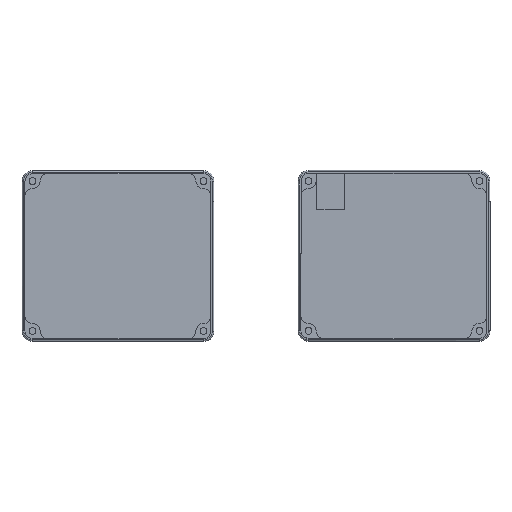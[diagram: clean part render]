
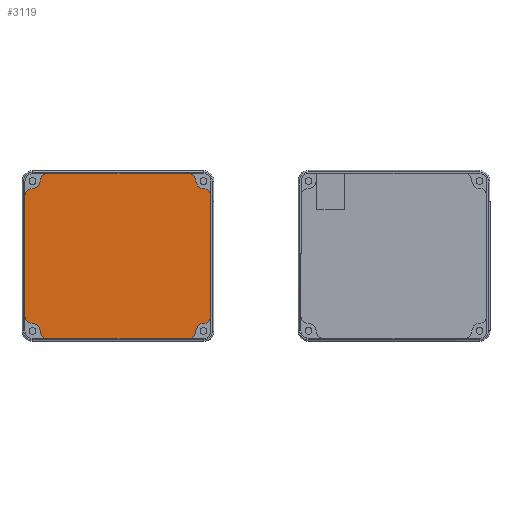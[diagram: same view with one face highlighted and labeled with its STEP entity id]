
A CAD part, top view. The second image highlights one B-rep face of the part: STEP entity #3119.
In plain terms, the highlighted planar face has unit normal (0, 0, 1).
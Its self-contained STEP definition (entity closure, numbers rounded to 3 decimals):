
#50=PLANE('',#3335);
#156=CIRCLE('',#3336,5.);
#157=CIRCLE('',#3337,5.);
#158=CIRCLE('',#3338,5.003);
#159=CIRCLE('',#3339,5.);
#160=CIRCLE('',#3340,5.);
#161=CIRCLE('',#3341,5.003);
#162=CIRCLE('',#3342,5.);
#163=CIRCLE('',#3343,5.);
#164=CIRCLE('',#3344,5.002);
#165=CIRCLE('',#3345,5.);
#166=CIRCLE('',#3346,5.);
#167=CIRCLE('',#3347,5.002);
#322=FACE_OUTER_BOUND('',#505,.T.);
#505=EDGE_LOOP('',(#2218,#2219,#2220,#2221,#2222,#2223,#2224,#2225,#2226,
#2227,#2228,#2229,#2230,#2231,#2232,#2233));
#738=LINE('',#4984,#1039);
#739=LINE('',#4992,#1040);
#740=LINE('',#5000,#1041);
#741=LINE('',#5008,#1042);
#1039=VECTOR('',#3793,10.);
#1040=VECTOR('',#3800,10.);
#1041=VECTOR('',#3807,10.);
#1042=VECTOR('',#3814,10.);
#1354=VERTEX_POINT('',#4980);
#1355=VERTEX_POINT('',#4981);
#1356=VERTEX_POINT('',#4983);
#1357=VERTEX_POINT('',#4985);
#1358=VERTEX_POINT('',#4987);
#1359=VERTEX_POINT('',#4989);
#1360=VERTEX_POINT('',#4991);
#1361=VERTEX_POINT('',#4993);
#1362=VERTEX_POINT('',#4995);
#1363=VERTEX_POINT('',#4997);
#1364=VERTEX_POINT('',#4999);
#1365=VERTEX_POINT('',#5001);
#1366=VERTEX_POINT('',#5003);
#1367=VERTEX_POINT('',#5005);
#1368=VERTEX_POINT('',#5007);
#1369=VERTEX_POINT('',#5009);
#1687=EDGE_CURVE('',#1354,#1355,#156,.T.);
#1688=EDGE_CURVE('',#1356,#1354,#738,.T.);
#1689=EDGE_CURVE('',#1357,#1356,#157,.T.);
#1690=EDGE_CURVE('',#1358,#1357,#158,.T.);
#1691=EDGE_CURVE('',#1359,#1358,#159,.T.);
#1692=EDGE_CURVE('',#1360,#1359,#739,.T.);
#1693=EDGE_CURVE('',#1361,#1360,#160,.T.);
#1694=EDGE_CURVE('',#1362,#1361,#161,.T.);
#1695=EDGE_CURVE('',#1363,#1362,#162,.T.);
#1696=EDGE_CURVE('',#1364,#1363,#740,.T.);
#1697=EDGE_CURVE('',#1365,#1364,#163,.T.);
#1698=EDGE_CURVE('',#1366,#1365,#164,.T.);
#1699=EDGE_CURVE('',#1367,#1366,#165,.T.);
#1700=EDGE_CURVE('',#1368,#1367,#741,.T.);
#1701=EDGE_CURVE('',#1369,#1368,#166,.T.);
#1702=EDGE_CURVE('',#1355,#1369,#167,.T.);
#2218=ORIENTED_EDGE('',*,*,#1687,.F.);
#2219=ORIENTED_EDGE('',*,*,#1688,.F.);
#2220=ORIENTED_EDGE('',*,*,#1689,.F.);
#2221=ORIENTED_EDGE('',*,*,#1690,.F.);
#2222=ORIENTED_EDGE('',*,*,#1691,.F.);
#2223=ORIENTED_EDGE('',*,*,#1692,.F.);
#2224=ORIENTED_EDGE('',*,*,#1693,.F.);
#2225=ORIENTED_EDGE('',*,*,#1694,.F.);
#2226=ORIENTED_EDGE('',*,*,#1695,.F.);
#2227=ORIENTED_EDGE('',*,*,#1696,.F.);
#2228=ORIENTED_EDGE('',*,*,#1697,.F.);
#2229=ORIENTED_EDGE('',*,*,#1698,.F.);
#2230=ORIENTED_EDGE('',*,*,#1699,.F.);
#2231=ORIENTED_EDGE('',*,*,#1700,.F.);
#2232=ORIENTED_EDGE('',*,*,#1701,.F.);
#2233=ORIENTED_EDGE('',*,*,#1702,.F.);
#3119=ADVANCED_FACE('',(#322),#50,.F.);
#3335=AXIS2_PLACEMENT_3D('',#4979,#3789,#3790);
#3336=AXIS2_PLACEMENT_3D('',#4982,#3791,#3792);
#3337=AXIS2_PLACEMENT_3D('',#4986,#3794,#3795);
#3338=AXIS2_PLACEMENT_3D('',#4988,#3796,#3797);
#3339=AXIS2_PLACEMENT_3D('',#4990,#3798,#3799);
#3340=AXIS2_PLACEMENT_3D('',#4994,#3801,#3802);
#3341=AXIS2_PLACEMENT_3D('',#4996,#3803,#3804);
#3342=AXIS2_PLACEMENT_3D('',#4998,#3805,#3806);
#3343=AXIS2_PLACEMENT_3D('',#5002,#3808,#3809);
#3344=AXIS2_PLACEMENT_3D('',#5004,#3810,#3811);
#3345=AXIS2_PLACEMENT_3D('',#5006,#3812,#3813);
#3346=AXIS2_PLACEMENT_3D('',#5010,#3815,#3816);
#3347=AXIS2_PLACEMENT_3D('',#5011,#3817,#3818);
#3789=DIRECTION('center_axis',(0.,0.,-1.));
#3790=DIRECTION('ref_axis',(1.,0.,0.));
#3791=DIRECTION('center_axis',(0.,0.,-1.));
#3792=DIRECTION('ref_axis',(-0.707,-0.707,0.));
#3793=DIRECTION('',(-1.,0.,0.));
#3794=DIRECTION('center_axis',(0.,0.,-1.));
#3795=DIRECTION('ref_axis',(0.707,-0.707,0.));
#3796=DIRECTION('center_axis',(0.,0.,1.));
#3797=DIRECTION('ref_axis',(1.,0.,0.));
#3798=DIRECTION('center_axis',(0.,0.,-1.));
#3799=DIRECTION('ref_axis',(0.707,-0.707,0.));
#3800=DIRECTION('',(0.,-1.,0.));
#3801=DIRECTION('center_axis',(0.,0.,-1.));
#3802=DIRECTION('ref_axis',(0.707,0.707,0.));
#3803=DIRECTION('center_axis',(0.,0.,1.));
#3804=DIRECTION('ref_axis',(1.,0.,0.));
#3805=DIRECTION('center_axis',(0.,0.,-1.));
#3806=DIRECTION('ref_axis',(0.,-1.,0.));
#3807=DIRECTION('',(1.,0.,0.));
#3808=DIRECTION('center_axis',(0.,0.,-1.));
#3809=DIRECTION('ref_axis',(-0.707,0.707,0.));
#3810=DIRECTION('center_axis',(0.,0.,1.));
#3811=DIRECTION('ref_axis',(1.,0.,0.));
#3812=DIRECTION('center_axis',(0.,0.,-1.));
#3813=DIRECTION('ref_axis',(-0.036,0.999,0.));
#3814=DIRECTION('',(0.,1.,0.));
#3815=DIRECTION('center_axis',(0.,0.,-1.));
#3816=DIRECTION('ref_axis',(-0.032,-0.999,0.));
#3817=DIRECTION('center_axis',(0.,0.,1.));
#3818=DIRECTION('ref_axis',(1.,0.,0.));
#4979=CARTESIAN_POINT('Origin',(-92.323,-26.751,12.448));
#4980=CARTESIAN_POINT('',(-139.32,-81.676,12.448));
#4981=CARTESIAN_POINT('',(-144.32,-76.676,12.448));
#4982=CARTESIAN_POINT('Origin',(-139.32,-76.676,12.448));
#4983=CARTESIAN_POINT('',(-45.325,-81.676,12.448));
#4984=CARTESIAN_POINT('',(-35.323,-81.676,12.448));
#4985=CARTESIAN_POINT('',(-40.325,-76.676,12.448));
#4986=CARTESIAN_POINT('Origin',(-45.325,-76.676,12.448));
#4987=CARTESIAN_POINT('',(-35.323,-71.673,12.448));
#4988=CARTESIAN_POINT('Origin',(-35.323,-76.676,12.448));
#4989=CARTESIAN_POINT('',(-30.323,-66.673,12.448));
#4990=CARTESIAN_POINT('Origin',(-35.323,-66.673,12.448));
#4991=CARTESIAN_POINT('',(-30.323,13.172,12.448));
#4992=CARTESIAN_POINT('',(-30.323,23.174,12.448));
#4993=CARTESIAN_POINT('',(-35.323,18.172,12.448));
#4994=CARTESIAN_POINT('Origin',(-35.323,13.172,12.448));
#4995=CARTESIAN_POINT('',(-40.325,23.174,12.448));
#4996=CARTESIAN_POINT('Origin',(-35.323,23.174,12.448));
#4997=CARTESIAN_POINT('',(-45.325,28.174,12.448));
#4998=CARTESIAN_POINT('Origin',(-45.325,23.174,12.448));
#4999=CARTESIAN_POINT('',(-139.32,28.174,12.448));
#5000=CARTESIAN_POINT('',(-149.323,28.174,12.448));
#5001=CARTESIAN_POINT('',(-144.32,23.174,12.448));
#5002=CARTESIAN_POINT('Origin',(-139.32,23.174,12.448));
#5003=CARTESIAN_POINT('',(-149.502,18.175,12.448));
#5004=CARTESIAN_POINT('Origin',(-149.323,23.174,12.448));
#5005=CARTESIAN_POINT('',(-154.323,13.178,12.448));
#5006=CARTESIAN_POINT('Origin',(-149.323,13.178,12.448));
#5007=CARTESIAN_POINT('',(-154.323,-66.678,12.448));
#5008=CARTESIAN_POINT('',(-154.323,-76.676,12.448));
#5009=CARTESIAN_POINT('',(-149.483,-71.676,12.448));
#5010=CARTESIAN_POINT('Origin',(-149.323,-66.678,12.448));
#5011=CARTESIAN_POINT('Origin',(-149.323,-76.676,12.448));
